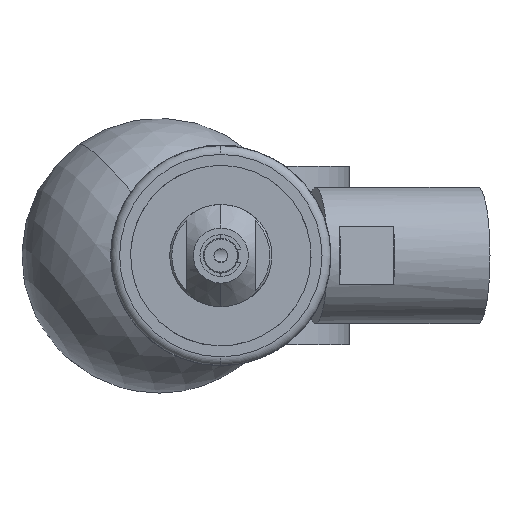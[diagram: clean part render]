
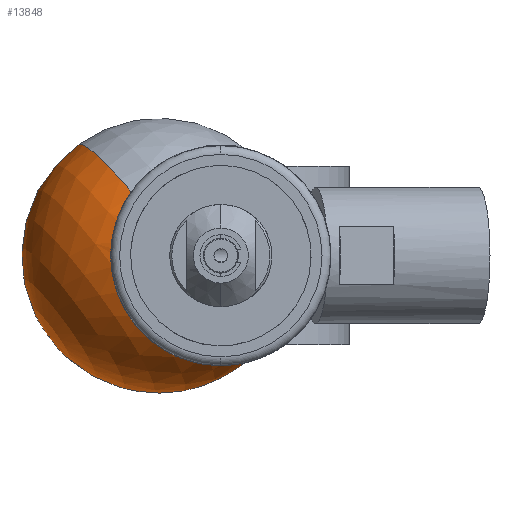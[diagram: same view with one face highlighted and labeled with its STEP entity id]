
A CAD part, left-side view. The second image highlights one B-rep face of the part: STEP entity #13848.
In plain terms, the highlighted spherical face has radius 15.875 mm.
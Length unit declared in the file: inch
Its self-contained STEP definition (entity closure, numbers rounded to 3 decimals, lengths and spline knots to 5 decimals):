
#178 = EDGE_LOOP ( 'NONE', ( #1587, #11892, #10893, #12475 ) ) ;
#738 = CARTESIAN_POINT ( 'NONE',  ( 7.7727, 0.37782, 0. ) ) ;
#1051 = SPHERICAL_SURFACE ( 'NONE', #8528, 0.625 ) ;
#1350 = CARTESIAN_POINT ( 'NONE',  ( 6.6125, 0.04597, -0.20274 ) ) ;
#1463 = CARTESIAN_POINT ( 'NONE',  ( 7.15539, 0.28004, 0. ) ) ;
#1587 = ORIENTED_EDGE ( 'NONE', *, *, #8551, .F. ) ;
#1834 = EDGE_CURVE ( 'NONE', #8887, #13370, #15568, .T. ) ;
#2122 = CIRCLE ( 'NONE', #5168, 0.25 ) ;
#2172 = CARTESIAN_POINT ( 'NONE',  ( 7.15539, 0.28004, 0. ) ) ;
#2734 = AXIS2_PLACEMENT_3D ( 'NONE', #7920, #12869, #6701 ) ;
#3722 = DIRECTION ( 'NONE',  ( -0.127, 0.801, -0.585 ) ) ;
#4275 = CIRCLE ( 'NONE', #2734, 0.625 ) ;
#4631 = DIRECTION ( 'NONE',  ( 0.127, -0.801, 0.585 ) ) ;
#4671 = CARTESIAN_POINT ( 'NONE',  ( 6.55791, 0.39068, -0.14627 ) ) ;
#4753 = EDGE_CURVE ( 'NONE', #9853, #12496, #9930, .T. ) ;
#5168 = AXIS2_PLACEMENT_3D ( 'NONE', #10915, #13312, #4631 ) ;
#5869 = FACE_OUTER_BOUND ( 'NONE', #178, .T. ) ;
#6701 = DIRECTION ( 'NONE',  ( 0., -0.59, -0.808 ) ) ;
#7215 = DIRECTION ( 'NONE',  ( 0.092, -0.578, -0.811 ) ) ;
#7341 = AXIS2_PLACEMENT_3D ( 'NONE', #15699, #9302, #9554 ) ;
#7920 = CARTESIAN_POINT ( 'NONE',  ( 7.15539, 0.28004, 0. ) ) ;
#8528 = AXIS2_PLACEMENT_3D ( 'NONE', #2172, #14460, #7215 ) ;
#8551 = EDGE_CURVE ( 'NONE', #9853, #13370, #4275, .T. ) ;
#8887 = VERTEX_POINT ( 'NONE', #4671 ) ;
#9302 = DIRECTION ( 'NONE',  ( 0.988, 0.156, 0. ) ) ;
#9554 = DIRECTION ( 'NONE',  ( 0.127, -0.801, 0.585 ) ) ;
#9853 = VERTEX_POINT ( 'NONE', #738 ) ;
#9930 = CIRCLE ( 'NONE', #12828, 0.625 ) ;
#10270 = EDGE_CURVE ( 'NONE', #12496, #8887, #2122, .T. ) ;
#10515 = CARTESIAN_POINT ( 'NONE',  ( 6.56674, 0.3349, 0.20274 ) ) ;
#10893 = ORIENTED_EDGE ( 'NONE', *, *, #10270, .T. ) ;
#10915 = CARTESIAN_POINT ( 'NONE',  ( 6.58962, 0.19044, 0. ) ) ;
#11892 = ORIENTED_EDGE ( 'NONE', *, *, #4753, .T. ) ;
#12475 = ORIENTED_EDGE ( 'NONE', *, *, #1834, .T. ) ;
#12496 = VERTEX_POINT ( 'NONE', #1350 ) ;
#12828 = AXIS2_PLACEMENT_3D ( 'NONE', #1463, #3722, #13718 ) ;
#12869 = DIRECTION ( 'NONE',  ( 0.127, -0.801, 0.585 ) ) ;
#13312 = DIRECTION ( 'NONE',  ( 0.988, 0.156, 0. ) ) ;
#13370 = VERTEX_POINT ( 'NONE', #10515 ) ;
#13718 = DIRECTION ( 'NONE',  ( 0., 0.59, 0.808 ) ) ;
#13848 = ADVANCED_FACE ( 'NONE', ( #5869 ), #1051, .T. ) ;
#14460 = DIRECTION ( 'NONE',  ( 0.127, -0.801, 0.585 ) ) ;
#15568 = CIRCLE ( 'NONE', #7341, 0.25 ) ;
#15699 = CARTESIAN_POINT ( 'NONE',  ( 6.58962, 0.19044, 0. ) ) ;
